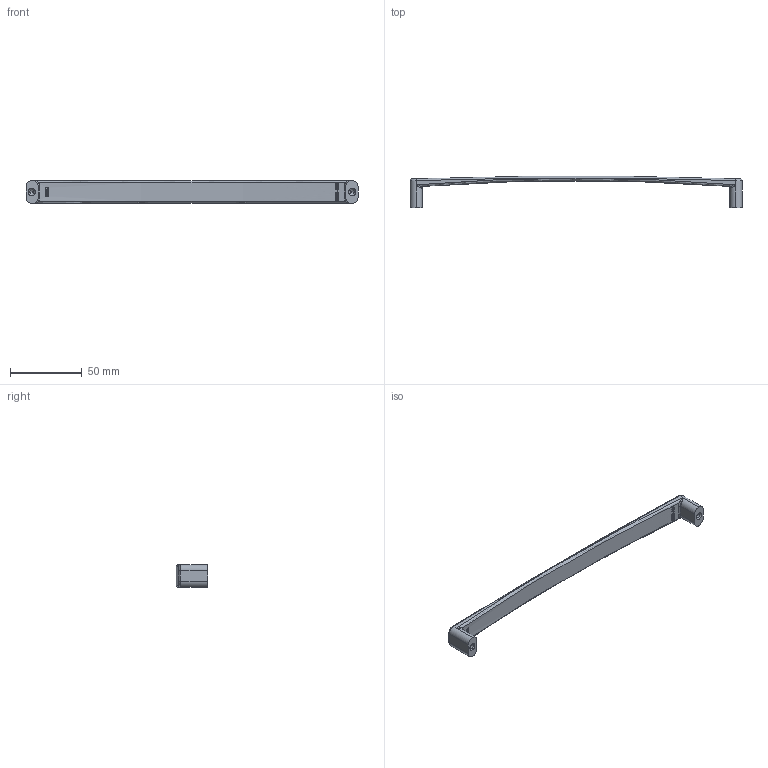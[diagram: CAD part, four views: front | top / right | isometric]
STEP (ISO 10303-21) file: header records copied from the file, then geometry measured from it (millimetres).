
FILE_DESCRIPTION(('Creo Elements/Direct Modeling STEP Export'),'2;1');
FILE_NAME('1666-232.stp','2021-05-25T13:25:18',(''),(''),'Creo Elements/Direct Modeling STEP processor for AP214 (Solid Model)','Creo Elements/Direct Modeling 20.0 12-Nov-2016 (C) Parametric Technology GmbH','');
FILE_SCHEMA(('AUTOMOTIVE_DESIGN { 1 0 10303 214 1 1 1 1 }'));
Length unit declared in the file: millimetre
Products named in the file (1): ZN-11370
Bounding box: 232 x 21.79 x 16 mm (x, y, z)
Volume: 17520.6 mm3; surface area: 10326.5 mm2
Topology: 1 solids, 1 shells, 667 faces, 1910 edges, 1258 vertices
Faces by surface type: plane 604, cylinder 39, bspline 12, cone 8, torus 4
Entity records: 24481 total; most frequent: CARTESIAN_POINT 6151, DIRECTION 4240, ORIENTED_EDGE 3804, EDGE_CURVE 1902, AXIS2_PLACEMENT_3D 1739, VERTEX_POINT 1258, ELLIPSE 950, VECTOR 762
